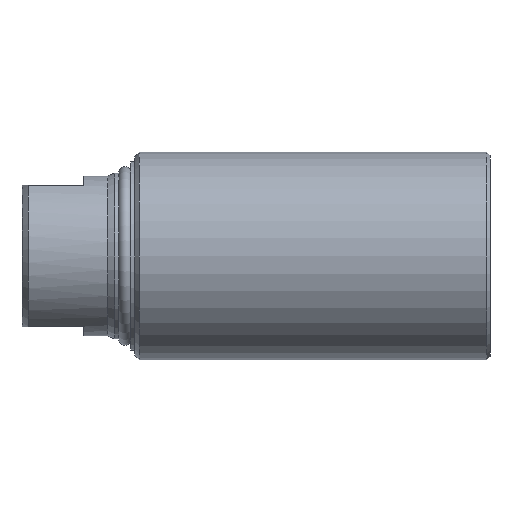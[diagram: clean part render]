
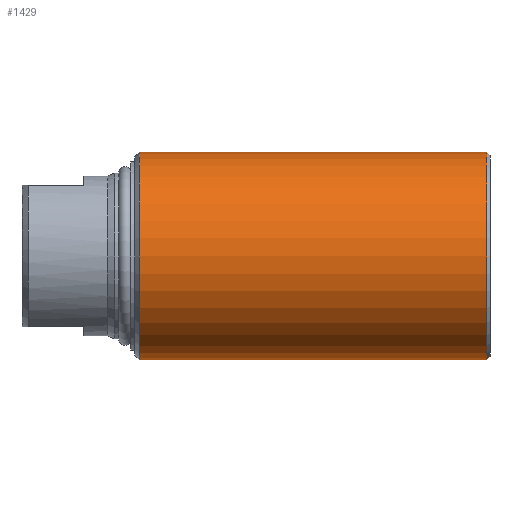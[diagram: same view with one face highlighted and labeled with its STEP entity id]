
A CAD part, front view. The second image highlights one B-rep face of the part: STEP entity #1429.
In plain terms, the highlighted cylindrical face has radius 17.501 mm (diameter 35.001 mm), a full revolution.
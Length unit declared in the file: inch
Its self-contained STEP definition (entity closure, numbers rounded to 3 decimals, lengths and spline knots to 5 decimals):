
#42=FACE_BOUND('',#272,.T.);
#90=CYLINDRICAL_SURFACE('',#1585,0.689);
#177=FACE_OUTER_BOUND('',#271,.T.);
#271=EDGE_LOOP('',(#1255));
#272=EDGE_LOOP('',(#1256));
#573=CIRCLE('',#1583,0.689);
#575=CIRCLE('',#1586,0.689);
#711=VERTEX_POINT('',#2468);
#713=VERTEX_POINT('',#2473);
#907=EDGE_CURVE('',#711,#711,#573,.T.);
#909=EDGE_CURVE('',#713,#713,#575,.T.);
#1255=ORIENTED_EDGE('',*,*,#909,.T.);
#1256=ORIENTED_EDGE('',*,*,#907,.F.);
#1429=ADVANCED_FACE('',(#177,#42),#90,.T.);
#1583=AXIS2_PLACEMENT_3D('',#2469,#1980,#1981);
#1585=AXIS2_PLACEMENT_3D('',#2472,#1984,#1985);
#1586=AXIS2_PLACEMENT_3D('',#2474,#1986,#1987);
#1980=DIRECTION('center_axis',(1.,0.,0.));
#1981=DIRECTION('ref_axis',(0.,-1.,0.));
#1984=DIRECTION('center_axis',(1.,0.,0.));
#1985=DIRECTION('ref_axis',(0.,1.,0.));
#1986=DIRECTION('center_axis',(1.,0.,0.));
#1987=DIRECTION('ref_axis',(0.,1.,0.));
#2468=CARTESIAN_POINT('',(3.09,0.689,0.));
#2469=CARTESIAN_POINT('Origin',(3.09,0.,0.));
#2472=CARTESIAN_POINT('Origin',(1.9445,0.,0.));
#2473=CARTESIAN_POINT('',(0.779,0.689,0.));
#2474=CARTESIAN_POINT('Origin',(0.779,0.,0.));
